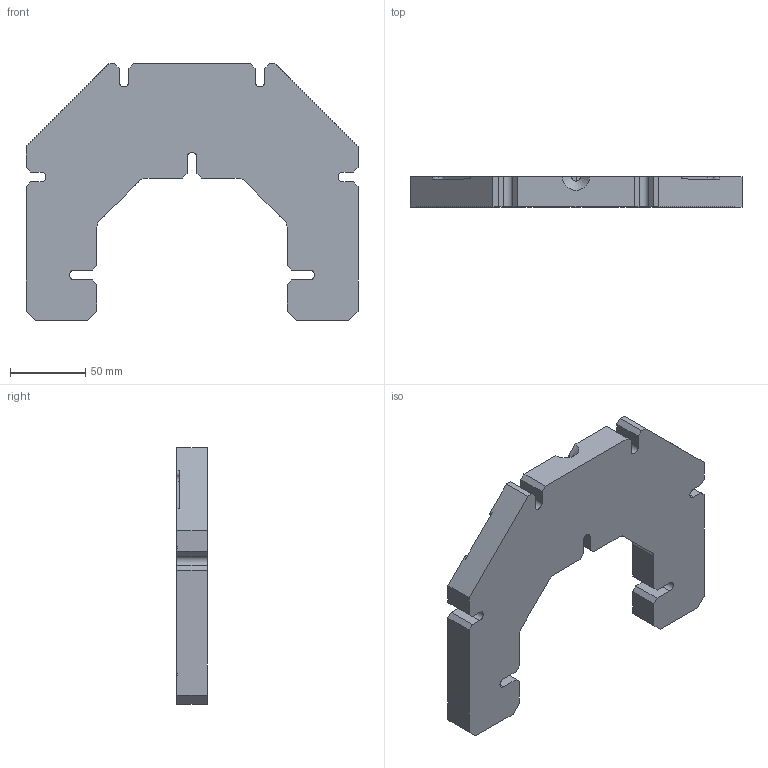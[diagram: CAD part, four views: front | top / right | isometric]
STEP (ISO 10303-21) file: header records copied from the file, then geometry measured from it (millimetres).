
FILE_DESCRIPTION(/* description */ (''),/* implementation_level */ '2;1');
FILE_NAME(/* name */ 'Mould_Faceshield_V3.step',/* time_stamp */ '2020-04-20T11:00:38+02:00',/* author */ (''),/* organization */ (''),/* preprocessor_version */ 'ST-DEVELOPER v18.1',/* originating_system */ 'Autodesk Translation Framework v9.2.0.1227',/* authorisation */ '');
FILE_SCHEMA (('AUTOMOTIVE_DESIGN { 1 0 10303 214 3 1 1 }'));
Length unit declared in the file: millimetre
Products named in the file (1): Mould_Shield
Bounding box: 220 x 20 x 170 mm (x, y, z)
Volume: 430220.5 mm3; surface area: 76468.6 mm2
Topology: 1 solids, 1 shells, 292 faces, 777 edges, 489 vertices
Faces by surface type: plane 129, cylinder 93, bspline 29, torus 18, cone 15, sphere 8
Full cylindrical faces by diameter (mm): 5.8 x1, 6.1 x1
Entity records: 10483 total; most frequent: CARTESIAN_POINT 3236, ORIENTED_EDGE 1552, DIRECTION 1479, EDGE_CURVE 776, AXIS2_PLACEMENT_3D 513, VERTEX_POINT 489, LINE 453, VECTOR 453
